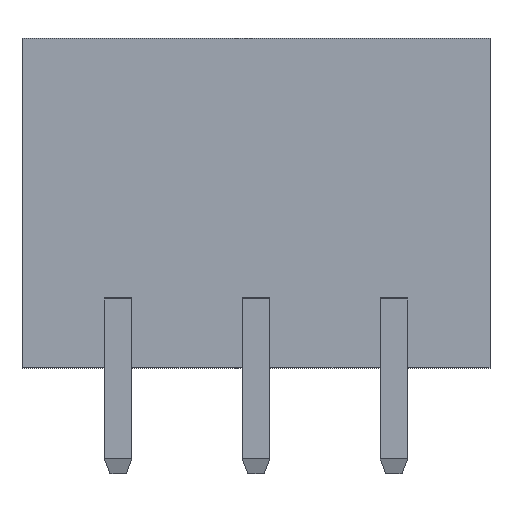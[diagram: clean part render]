
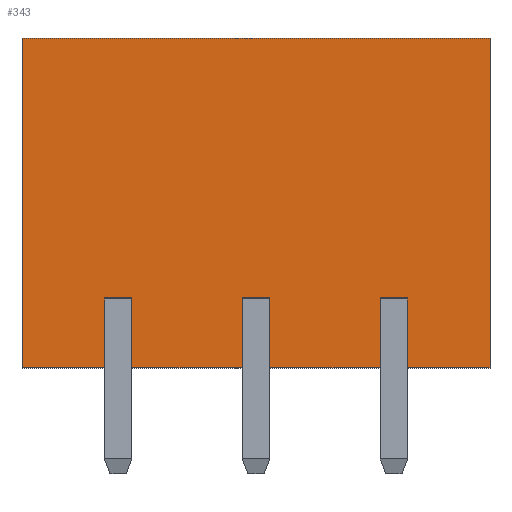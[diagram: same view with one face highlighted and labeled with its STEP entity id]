
A CAD part, top view. The second image highlights one B-rep face of the part: STEP entity #343.
In plain terms, the highlighted face is planar.
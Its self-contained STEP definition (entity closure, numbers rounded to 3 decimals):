
#50 = VERTEX_POINT ( 'NONE', #2241 ) ;
#65 = VERTEX_POINT ( 'NONE', #2567 ) ;
#82 = ORIENTED_EDGE ( 'NONE', *, *, #2955, .T. ) ;
#100 = LINE ( 'NONE', #2674, #3134 ) ;
#252 = ORIENTED_EDGE ( 'NONE', *, *, #2157, .F. ) ;
#259 = VERTEX_POINT ( 'NONE', #3153 ) ;
#274 = CARTESIAN_POINT ( 'NONE',  ( -5.58, 0., 0.575 ) ) ;
#279 = LINE ( 'NONE', #4813, #1552 ) ;
#308 = VECTOR ( 'NONE', #3841, 1000. ) ;
#329 = VECTOR ( 'NONE', #4787, 1000. ) ;
#338 = DIRECTION ( 'NONE',  ( 0., 0., -1. ) ) ;
#343 = ADVANCED_FACE ( 'NONE', ( #4739 ), #958, .T. ) ;
#414 = DIRECTION ( 'NONE',  ( 0., 0., -1. ) ) ;
#456 = EDGE_CURVE ( 'NONE', #65, #3746, #4060, .T. ) ;
#495 = EDGE_CURVE ( 'NONE', #259, #3615, #1510, .T. ) ;
#507 = CARTESIAN_POINT ( 'NONE',  ( -5.58, 0., -2. ) ) ;
#563 = EDGE_CURVE ( 'NONE', #1403, #2764, #4466, .T. ) ;
#599 = VERTEX_POINT ( 'NONE', #507 ) ;
#625 = VECTOR ( 'NONE', #998, 1000. ) ;
#645 = ORIENTED_EDGE ( 'NONE', *, *, #2816, .T. ) ;
#664 = EDGE_CURVE ( 'NONE', #1403, #2163, #4243, .T. ) ;
#766 = ORIENTED_EDGE ( 'NONE', *, *, #3867, .F. ) ;
#828 = CARTESIAN_POINT ( 'NONE',  ( 8.58, 0., -2. ) ) ;
#890 = CARTESIAN_POINT ( 'NONE',  ( 5.58, 0., 0.575 ) ) ;
#908 = EDGE_CURVE ( 'NONE', #3694, #3615, #3747, .T. ) ;
#945 = ORIENTED_EDGE ( 'NONE', *, *, #1232, .F. ) ;
#958 = PLANE ( 'NONE',  #3074 ) ;
#998 = DIRECTION ( 'NONE',  ( -1., 0., 0. ) ) ;
#1096 = CARTESIAN_POINT ( 'NONE',  ( 0.5, 0., 0.575 ) ) ;
#1170 = CARTESIAN_POINT ( 'NONE',  ( -8.62, 0., -2. ) ) ;
#1217 = DIRECTION ( 'NONE',  ( -1., 0., 0. ) ) ;
#1232 = EDGE_CURVE ( 'NONE', #2180, #599, #4199, .T. ) ;
#1237 = EDGE_LOOP ( 'NONE', ( #4550, #2098, #3120, #4812, #82, #3840, #2883, #766, #1375, #945, #4023, #3706, #3397, #252, #4720, #645 ) ) ;
#1284 = VECTOR ( 'NONE', #4123, 1000. ) ;
#1375 = ORIENTED_EDGE ( 'NONE', *, *, #3308, .F. ) ;
#1403 = VERTEX_POINT ( 'NONE', #2779 ) ;
#1433 = LINE ( 'NONE', #1674, #3087 ) ;
#1436 = DIRECTION ( 'NONE',  ( 1., 0., 0. ) ) ;
#1510 = LINE ( 'NONE', #3667, #329 ) ;
#1519 = CARTESIAN_POINT ( 'NONE',  ( -0.5, 0., -2. ) ) ;
#1548 = DIRECTION ( 'NONE',  ( -1., 0., 0. ) ) ;
#1552 = VECTOR ( 'NONE', #1436, 1000. ) ;
#1606 = VERTEX_POINT ( 'NONE', #2646 ) ;
#1610 = VECTOR ( 'NONE', #3497, 1000. ) ;
#1625 = EDGE_CURVE ( 'NONE', #2350, #3358, #2230, .T. ) ;
#1656 = CARTESIAN_POINT ( 'NONE',  ( 2.54, 0., 0.575 ) ) ;
#1674 = CARTESIAN_POINT ( 'NONE',  ( 5.58, 0., 0.575 ) ) ;
#1946 = CARTESIAN_POINT ( 'NONE',  ( 4.58, 0., -2. ) ) ;
#1967 = CARTESIAN_POINT ( 'NONE',  ( 4.58, 0., 0.575 ) ) ;
#2025 = CARTESIAN_POINT ( 'NONE',  ( -0.5, 0., 0.575 ) ) ;
#2062 = DIRECTION ( 'NONE',  ( 1., 0., 0. ) ) ;
#2097 = CARTESIAN_POINT ( 'NONE',  ( 2.54, 0., 4.075 ) ) ;
#2098 = ORIENTED_EDGE ( 'NONE', *, *, #563, .F. ) ;
#2157 = EDGE_CURVE ( 'NONE', #3358, #3694, #2322, .T. ) ;
#2163 = VERTEX_POINT ( 'NONE', #890 ) ;
#2180 = VERTEX_POINT ( 'NONE', #274 ) ;
#2184 = CARTESIAN_POINT ( 'NONE',  ( 8.58, 0., 10.15 ) ) ;
#2222 = VECTOR ( 'NONE', #4572, 1000. ) ;
#2230 = LINE ( 'NONE', #2671, #1284 ) ;
#2241 = CARTESIAN_POINT ( 'NONE',  ( 5.58, 0., -2. ) ) ;
#2265 = EDGE_CURVE ( 'NONE', #2163, #50, #1433, .T. ) ;
#2304 = CARTESIAN_POINT ( 'NONE',  ( 8.62, 0., -2. ) ) ;
#2322 = LINE ( 'NONE', #2025, #2222 ) ;
#2350 = VERTEX_POINT ( 'NONE', #3837 ) ;
#2351 = CARTESIAN_POINT ( 'NONE',  ( -0.5, 0., 0.575 ) ) ;
#2365 = VERTEX_POINT ( 'NONE', #3436 ) ;
#2373 = LINE ( 'NONE', #3849, #1610 ) ;
#2567 = CARTESIAN_POINT ( 'NONE',  ( 8.62, 0., 10.15 ) ) ;
#2646 = CARTESIAN_POINT ( 'NONE',  ( 8.62, 0., -2. ) ) ;
#2671 = CARTESIAN_POINT ( 'NONE',  ( -2.54, 0., 0.575 ) ) ;
#2674 = CARTESIAN_POINT ( 'NONE',  ( -2.54, 0., 0.575 ) ) ;
#2764 = VERTEX_POINT ( 'NONE', #1946 ) ;
#2779 = CARTESIAN_POINT ( 'NONE',  ( 4.58, 0., 0.575 ) ) ;
#2816 = EDGE_CURVE ( 'NONE', #2350, #2365, #3713, .T. ) ;
#2869 = CARTESIAN_POINT ( 'NONE',  ( -8.58, 0., -2. ) ) ;
#2883 = ORIENTED_EDGE ( 'NONE', *, *, #456, .T. ) ;
#2896 = EDGE_CURVE ( 'NONE', #2365, #2764, #279, .T. ) ;
#2900 = VECTOR ( 'NONE', #2062, 1000. ) ;
#2915 = DIRECTION ( 'NONE',  ( -1., 0., 0. ) ) ;
#2933 = EDGE_CURVE ( 'NONE', #259, #2180, #100, .T. ) ;
#2955 = EDGE_CURVE ( 'NONE', #50, #1606, #4591, .T. ) ;
#3074 = AXIS2_PLACEMENT_3D ( 'NONE', #2097, #4310, #4398 ) ;
#3087 = VECTOR ( 'NONE', #4397, 1000. ) ;
#3120 = ORIENTED_EDGE ( 'NONE', *, *, #664, .T. ) ;
#3134 = VECTOR ( 'NONE', #1217, 1000. ) ;
#3139 = VECTOR ( 'NONE', #4783, 1000. ) ;
#3153 = CARTESIAN_POINT ( 'NONE',  ( -4.58, 0., 0.575 ) ) ;
#3248 = LINE ( 'NONE', #2869, #625 ) ;
#3263 = EDGE_CURVE ( 'NONE', #1606, #65, #4395, .T. ) ;
#3308 = EDGE_CURVE ( 'NONE', #599, #3890, #3248, .T. ) ;
#3358 = VERTEX_POINT ( 'NONE', #2351 ) ;
#3397 = ORIENTED_EDGE ( 'NONE', *, *, #908, .F. ) ;
#3436 = CARTESIAN_POINT ( 'NONE',  ( 0.5, 0., -2. ) ) ;
#3497 = DIRECTION ( 'NONE',  ( 0., 0., 1. ) ) ;
#3609 = VECTOR ( 'NONE', #1548, 1000. ) ;
#3614 = VECTOR ( 'NONE', #338, 1000. ) ;
#3615 = VERTEX_POINT ( 'NONE', #4110 ) ;
#3667 = CARTESIAN_POINT ( 'NONE',  ( -4.58, 0., 0.575 ) ) ;
#3694 = VERTEX_POINT ( 'NONE', #1519 ) ;
#3706 = ORIENTED_EDGE ( 'NONE', *, *, #495, .T. ) ;
#3713 = LINE ( 'NONE', #1096, #4320 ) ;
#3746 = VERTEX_POINT ( 'NONE', #4525 ) ;
#3747 = LINE ( 'NONE', #4163, #3609 ) ;
#3837 = CARTESIAN_POINT ( 'NONE',  ( 0.5, 0., 0.575 ) ) ;
#3840 = ORIENTED_EDGE ( 'NONE', *, *, #3263, .T. ) ;
#3841 = DIRECTION ( 'NONE',  ( 1., 0., 0. ) ) ;
#3849 = CARTESIAN_POINT ( 'NONE',  ( -8.62, 0., -2. ) ) ;
#3867 = EDGE_CURVE ( 'NONE', #3890, #3746, #2373, .T. ) ;
#3890 = VERTEX_POINT ( 'NONE', #1170 ) ;
#4013 = DIRECTION ( 'NONE',  ( 0., 0., -1. ) ) ;
#4023 = ORIENTED_EDGE ( 'NONE', *, *, #2933, .F. ) ;
#4060 = LINE ( 'NONE', #2184, #4339 ) ;
#4110 = CARTESIAN_POINT ( 'NONE',  ( -4.58, 0., -2. ) ) ;
#4123 = DIRECTION ( 'NONE',  ( -1., 0., 0. ) ) ;
#4163 = CARTESIAN_POINT ( 'NONE',  ( -8.58, 0., -2. ) ) ;
#4199 = LINE ( 'NONE', #4490, #4460 ) ;
#4243 = LINE ( 'NONE', #1656, #2900 ) ;
#4310 = DIRECTION ( 'NONE',  ( 0., -1., 0. ) ) ;
#4320 = VECTOR ( 'NONE', #4013, 1000. ) ;
#4339 = VECTOR ( 'NONE', #2915, 1000. ) ;
#4395 = LINE ( 'NONE', #2304, #3139 ) ;
#4397 = DIRECTION ( 'NONE',  ( 0., 0., -1. ) ) ;
#4398 = DIRECTION ( 'NONE',  ( 0., 0., -1. ) ) ;
#4460 = VECTOR ( 'NONE', #414, 1000. ) ;
#4466 = LINE ( 'NONE', #1967, #3614 ) ;
#4490 = CARTESIAN_POINT ( 'NONE',  ( -5.58, 0., 0.575 ) ) ;
#4525 = CARTESIAN_POINT ( 'NONE',  ( -8.62, 0., 10.15 ) ) ;
#4550 = ORIENTED_EDGE ( 'NONE', *, *, #2896, .T. ) ;
#4572 = DIRECTION ( 'NONE',  ( 0., 0., -1. ) ) ;
#4591 = LINE ( 'NONE', #828, #308 ) ;
#4720 = ORIENTED_EDGE ( 'NONE', *, *, #1625, .F. ) ;
#4739 = FACE_OUTER_BOUND ( 'NONE', #1237, .T. ) ;
#4783 = DIRECTION ( 'NONE',  ( 0., 0., 1. ) ) ;
#4787 = DIRECTION ( 'NONE',  ( 0., 0., -1. ) ) ;
#4812 = ORIENTED_EDGE ( 'NONE', *, *, #2265, .T. ) ;
#4813 = CARTESIAN_POINT ( 'NONE',  ( 8.58, 0., -2. ) ) ;
